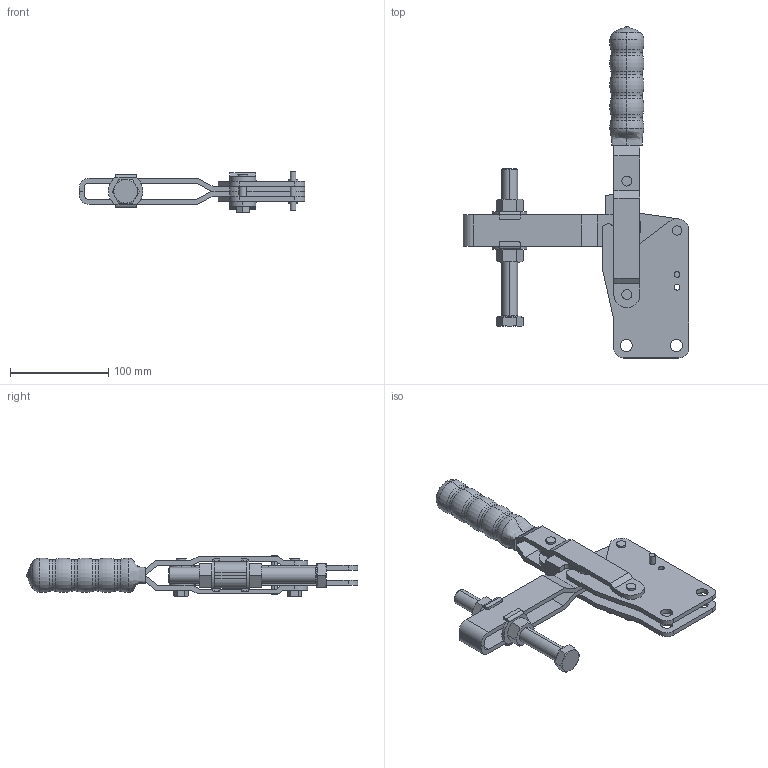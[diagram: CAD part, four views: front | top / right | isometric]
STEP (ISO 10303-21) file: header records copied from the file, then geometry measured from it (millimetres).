
FILE_DESCRIPTION (( 'STEP AP214' ), '1' );
FILE_NAME ('GH-15501-B(Â²¤Æ)-1.STEP', '2020-03-26T01:43:14', ( 'LinWei' ), ( '' ), 'SwSTEP 2.0', 'SolidWorks 2016', '' );
FILE_SCHEMA (( 'AUTOMOTIVE_DESIGN' ));
Length unit declared in the file: millimetre
Products named in the file (7): Group5^GH-15501-B(簡化)-1; Group6^GH-15501-B(簡化)-1; Group4^GH-15501-B(簡化)-1; GH-15501-B(簡化)-1; Group2^GH-15501-B(簡化)-1; Group3^GH-15501-B(簡化)-1; Group1^GH-15501-B(簡化)-1
Assembly tree (6 placements, depth 2):
  GH-15501-B(簡化)-1
    Group4^GH-15501-B(簡化)-1
    Group6^GH-15501-B(簡化)-1
    Group5^GH-15501-B(簡化)-1
    Group1^GH-15501-B(簡化)-1
    Group3^GH-15501-B(簡化)-1
    Group2^GH-15501-B(簡化)-1
Bounding box: 229.2 x 337.2 x 41.44 mm (x, y, z)
Volume: 391730.2 mm3; surface area: 139387.8 mm2
Topology: 7 solids, 7 shells, 407 faces, 976 edges, 600 vertices
Faces by surface type: plane 168, cylinder 123, cone 70, torus 32, bspline 10, sphere 4
Entity records: 15031 total; most frequent: CARTESIAN_POINT 3690, DIRECTION 2040, ORIENTED_EDGE 1952, EDGE_CURVE 976, AXIS2_PLACEMENT_3D 790, VERTEX_POINT 600, EDGE_LOOP 462, LINE 460
